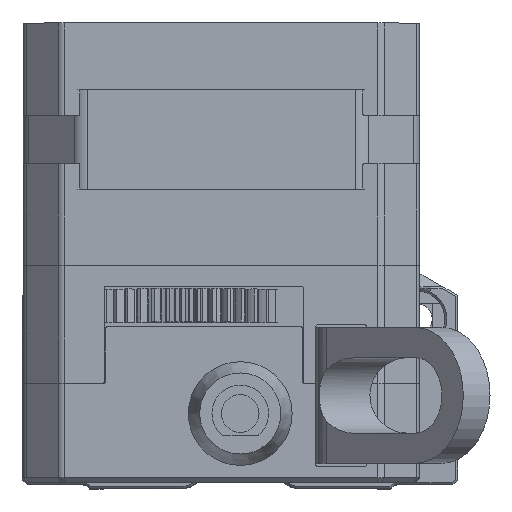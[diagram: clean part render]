
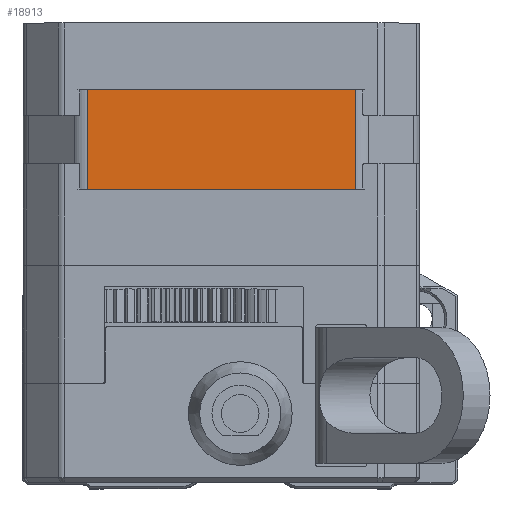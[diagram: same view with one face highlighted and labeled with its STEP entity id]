
A CAD part, top view. The second image highlights one B-rep face of the part: STEP entity #18913.
In plain terms, the highlighted planar face has unit normal (0, 0, 1).
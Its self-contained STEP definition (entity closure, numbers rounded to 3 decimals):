
#2399=FACE_OUTER_BOUND('',#3511,.T.);
#3511=EDGE_LOOP('',(#14056,#14057,#14058,#14059));
#5020=LINE('',#28407,#6649);
#5039=LINE('',#28466,#6668);
#5044=LINE('',#28479,#6673);
#5045=LINE('',#28482,#6674);
#6649=VECTOR('',#22850,10.);
#6668=VECTOR('',#22909,10.);
#6673=VECTOR('',#22924,10.);
#6674=VECTOR('',#22929,10.);
#8102=VERTEX_POINT('',#28404);
#8103=VERTEX_POINT('',#28406);
#8123=VERTEX_POINT('',#28464);
#8126=VERTEX_POINT('',#28478);
#10278=EDGE_CURVE('',#8102,#8103,#5020,.T.);
#10308=EDGE_CURVE('',#8123,#8102,#5039,.T.);
#10314=EDGE_CURVE('',#8103,#8126,#5044,.T.);
#10316=EDGE_CURVE('',#8123,#8126,#5045,.T.);
#14056=ORIENTED_EDGE('',*,*,#10308,.F.);
#14057=ORIENTED_EDGE('',*,*,#10316,.T.);
#14058=ORIENTED_EDGE('',*,*,#10314,.F.);
#14059=ORIENTED_EDGE('',*,*,#10278,.F.);
#18359=PLANE('',#20180);
#18913=ADVANCED_FACE('',(#2399),#18359,.T.);
#20180=AXIS2_PLACEMENT_3D('',#28483,#22930,#22931);
#22850=DIRECTION('',(1.,0.,0.));
#22909=DIRECTION('',(0.,1.,0.));
#22924=DIRECTION('',(0.,-1.,0.));
#22929=DIRECTION('',(1.,0.,0.));
#22930=DIRECTION('center_axis',(0.,0.,
1.));
#22931=DIRECTION('ref_axis',(1.,0.,0.));
#28404=CARTESIAN_POINT('',(-14.179,-8.,21.));
#28406=CARTESIAN_POINT('',(14.179,-8.,21.));
#28407=CARTESIAN_POINT('',(-17.007,-8.,21.));
#28464=CARTESIAN_POINT('',(-14.179,-18.7,21.));
#28466=CARTESIAN_POINT('',(-14.179,-9.4,21.));
#28478=CARTESIAN_POINT('',(14.179,-18.7,21.));
#28479=CARTESIAN_POINT('',(14.179,-9.4,21.));
#28482=CARTESIAN_POINT('',(-17.628,-18.7,21.));
#28483=CARTESIAN_POINT('Origin',(-15.007,-18.8,21.));
